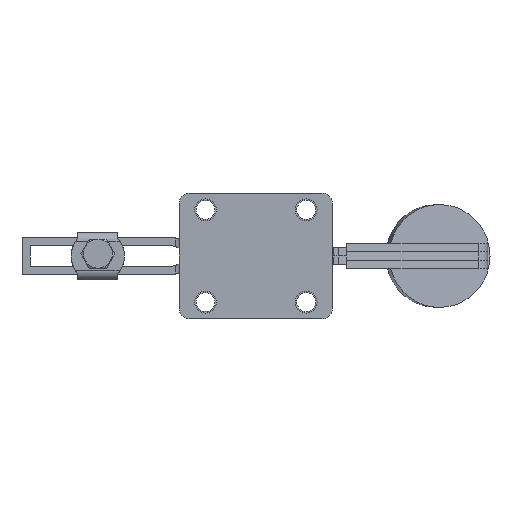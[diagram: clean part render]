
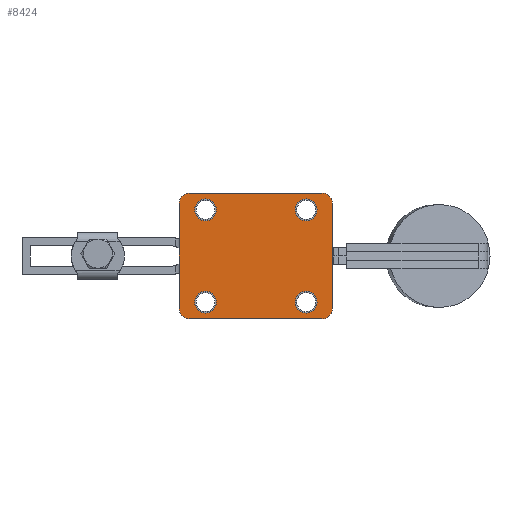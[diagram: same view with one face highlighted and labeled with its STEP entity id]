
A CAD part, front view. The second image highlights one B-rep face of the part: STEP entity #8424.
In plain terms, the highlighted planar face has unit normal (0, -1, 0).
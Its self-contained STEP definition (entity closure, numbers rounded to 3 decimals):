
#4 = CARTESIAN_POINT ( 'NONE',  ( -6.25, -2., 11. ) ) ;
#39 = DIRECTION ( 'NONE',  ( 0., 1., 0. ) ) ;
#115 = ORIENTED_EDGE ( 'NONE', *, *, #3520, .F. ) ;
#117 = DIRECTION ( 'NONE',  ( 1., 0., 0. ) ) ;
#163 = CARTESIAN_POINT ( 'NONE',  ( 0., -2., -12.5 ) ) ;
#199 = LINE ( 'NONE', #3345, #8289 ) ;
#232 = CARTESIAN_POINT ( 'NONE',  ( -36.5, -2., 12.5 ) ) ;
#382 = VERTEX_POINT ( 'NONE', #232 ) ;
#400 = VERTEX_POINT ( 'NONE', #8867 ) ;
#472 = EDGE_CURVE ( 'NONE', #2593, #382, #1815, .T. ) ;
#655 = CARTESIAN_POINT ( 'NONE',  ( -30.25, -2., -11. ) ) ;
#707 = EDGE_LOOP ( 'NONE', ( #1243, #5172 ) ) ;
#719 = CIRCLE ( 'NONE', #5346, 2.5 ) ;
#783 = CARTESIAN_POINT ( 'NONE',  ( -34., -2., 15. ) ) ;
#804 = DIRECTION ( 'NONE',  ( 1., 0., 0. ) ) ;
#966 = DIRECTION ( 'NONE',  ( 0., 1., 0. ) ) ;
#975 = VERTEX_POINT ( 'NONE', #6282 ) ;
#1005 = DIRECTION ( 'NONE',  ( 0., 1., 0. ) ) ;
#1179 = EDGE_CURVE ( 'NONE', #4050, #6919, #5116, .T. ) ;
#1243 = ORIENTED_EDGE ( 'NONE', *, *, #6003, .T. ) ;
#1391 = VERTEX_POINT ( 'NONE', #783 ) ;
#1397 = VERTEX_POINT ( 'NONE', #1572 ) ;
#1432 = CIRCLE ( 'NONE', #6039, 2.5 ) ;
#1433 = DIRECTION ( 'NONE',  ( 1., 0., 0. ) ) ;
#1446 = CARTESIAN_POINT ( 'NONE',  ( -36.5, -2., 12.5 ) ) ;
#1522 = AXIS2_PLACEMENT_3D ( 'NONE', #1840, #7329, #2625 ) ;
#1572 = CARTESIAN_POINT ( 'NONE',  ( -3.65, -2., 11. ) ) ;
#1646 = VERTEX_POINT ( 'NONE', #6123 ) ;
#1688 = ORIENTED_EDGE ( 'NONE', *, *, #7959, .T. ) ;
#1725 = AXIS2_PLACEMENT_3D ( 'NONE', #5704, #1005, #6478 ) ;
#1737 = CARTESIAN_POINT ( 'NONE',  ( -30.25, -2., 11. ) ) ;
#1767 = CIRCLE ( 'NONE', #4538, 2.6 ) ;
#1779 = FACE_OUTER_BOUND ( 'NONE', #5603, .T. ) ;
#1815 = LINE ( 'NONE', #1446, #9900 ) ;
#1840 = CARTESIAN_POINT ( 'NONE',  ( -6.25, -2., 11. ) ) ;
#2298 = CIRCLE ( 'NONE', #1725, 2.6 ) ;
#2438 = ORIENTED_EDGE ( 'NONE', *, *, #9389, .F. ) ;
#2513 = DIRECTION ( 'NONE',  ( 1., 0., 0. ) ) ;
#2517 = EDGE_CURVE ( 'NONE', #975, #1646, #5458, .T. ) ;
#2593 = VERTEX_POINT ( 'NONE', #6999 ) ;
#2618 = ORIENTED_EDGE ( 'NONE', *, *, #4609, .T. ) ;
#2625 = DIRECTION ( 'NONE',  ( 1., 0., 0. ) ) ;
#2801 = CARTESIAN_POINT ( 'NONE',  ( -2.5, -2., -12.5 ) ) ;
#2815 = CIRCLE ( 'NONE', #8748, 2.6 ) ;
#2830 = ORIENTED_EDGE ( 'NONE', *, *, #472, .F. ) ;
#2882 = CARTESIAN_POINT ( 'NONE',  ( 0., -2., -12.5 ) ) ;
#2940 = CARTESIAN_POINT ( 'NONE',  ( -30.25, -2., 11. ) ) ;
#2942 = LINE ( 'NONE', #7629, #9177 ) ;
#3065 = CIRCLE ( 'NONE', #7936, 2.6 ) ;
#3093 = ORIENTED_EDGE ( 'NONE', *, *, #4253, .T. ) ;
#3208 = DIRECTION ( 'NONE',  ( 0., 1., 0. ) ) ;
#3275 = CARTESIAN_POINT ( 'NONE',  ( -3.65, -2., -11. ) ) ;
#3345 = CARTESIAN_POINT ( 'NONE',  ( -2.5, -2., 15. ) ) ;
#3364 = CARTESIAN_POINT ( 'NONE',  ( -2.5, -2., 15. ) ) ;
#3520 = EDGE_CURVE ( 'NONE', #382, #1391, #1432, .T. ) ;
#3612 = DIRECTION ( 'NONE',  ( 1., 0., 0. ) ) ;
#3751 = DIRECTION ( 'NONE',  ( 1., 0., 0. ) ) ;
#3877 = FACE_BOUND ( 'NONE', #8304, .T. ) ;
#3880 = AXIS2_PLACEMENT_3D ( 'NONE', #2801, #8266, #3612 ) ;
#3920 = DIRECTION ( 'NONE',  ( 0., 1., 0. ) ) ;
#4050 = VERTEX_POINT ( 'NONE', #163 ) ;
#4100 = AXIS2_PLACEMENT_3D ( 'NONE', #4676, #3920, #9380 ) ;
#4132 = VERTEX_POINT ( 'NONE', #9663 ) ;
#4253 = EDGE_CURVE ( 'NONE', #6648, #4132, #1767, .T. ) ;
#4254 = DIRECTION ( 'NONE',  ( 0., 1., 0. ) ) ;
#4313 = CIRCLE ( 'NONE', #1522, 2.6 ) ;
#4377 = CARTESIAN_POINT ( 'NONE',  ( -8.85, -2., -11. ) ) ;
#4538 = AXIS2_PLACEMENT_3D ( 'NONE', #2940, #8402, #3751 ) ;
#4545 = VERTEX_POINT ( 'NONE', #3275 ) ;
#4596 = CARTESIAN_POINT ( 'NONE',  ( -34., -2., -15. ) ) ;
#4609 = EDGE_CURVE ( 'NONE', #1397, #400, #4313, .T. ) ;
#4676 = CARTESIAN_POINT ( 'NONE',  ( -2.5, -2., -12.5 ) ) ;
#4677 = ORIENTED_EDGE ( 'NONE', *, *, #8676, .F. ) ;
#4760 = CARTESIAN_POINT ( 'NONE',  ( -34., -2., 12.5 ) ) ;
#4827 = EDGE_CURVE ( 'NONE', #6919, #7330, #2942, .T. ) ;
#4840 = DIRECTION ( 'NONE',  ( 0., 1., 0. ) ) ;
#4921 = ORIENTED_EDGE ( 'NONE', *, *, #1179, .F. ) ;
#5006 = EDGE_CURVE ( 'NONE', #400, #1397, #7481, .T. ) ;
#5024 = EDGE_CURVE ( 'NONE', #4545, #7140, #3065, .T. ) ;
#5041 = CARTESIAN_POINT ( 'NONE',  ( -32.85, -2., 11. ) ) ;
#5116 = CIRCLE ( 'NONE', #3880, 2.5 ) ;
#5162 = ORIENTED_EDGE ( 'NONE', *, *, #6930, .F. ) ;
#5172 = ORIENTED_EDGE ( 'NONE', *, *, #5024, .T. ) ;
#5266 = DIRECTION ( 'NONE',  ( 0., 0., 1. ) ) ;
#5346 = AXIS2_PLACEMENT_3D ( 'NONE', #9504, #4840, #117 ) ;
#5458 = CIRCLE ( 'NONE', #7733, 2.6 ) ;
#5507 = DIRECTION ( 'NONE',  ( 0., 1., 0. ) ) ;
#5557 = DIRECTION ( 'NONE',  ( 1., 0., 0. ) ) ;
#5596 = CARTESIAN_POINT ( 'NONE',  ( -2.5, -2., -15. ) ) ;
#5603 = EDGE_LOOP ( 'NONE', ( #4921, #2438, #5162, #8599, #115, #2830, #4677, #9274 ) ) ;
#5671 = CARTESIAN_POINT ( 'NONE',  ( -30.25, -2., -11. ) ) ;
#5704 = CARTESIAN_POINT ( 'NONE',  ( -6.25, -2., -11. ) ) ;
#5845 = AXIS2_PLACEMENT_3D ( 'NONE', #4, #5507, #804 ) ;
#5948 = FACE_BOUND ( 'NONE', #6367, .T. ) ;
#5994 = EDGE_CURVE ( 'NONE', #1391, #6989, #199, .T. ) ;
#6003 = EDGE_CURVE ( 'NONE', #7140, #4545, #2298, .T. ) ;
#6039 = AXIS2_PLACEMENT_3D ( 'NONE', #4760, #39, #5557 ) ;
#6123 = CARTESIAN_POINT ( 'NONE',  ( -32.85, -2., -11. ) ) ;
#6134 = DIRECTION ( 'NONE',  ( 0., 1., 0. ) ) ;
#6282 = CARTESIAN_POINT ( 'NONE',  ( -27.65, -2., -11. ) ) ;
#6332 = CIRCLE ( 'NONE', #8353, 2.6 ) ;
#6367 = EDGE_LOOP ( 'NONE', ( #3093, #7225 ) ) ;
#6444 = DIRECTION ( 'NONE',  ( 1., 0., 0. ) ) ;
#6478 = DIRECTION ( 'NONE',  ( 1., 0., 0. ) ) ;
#6532 = AXIS2_PLACEMENT_3D ( 'NONE', #8926, #4254, #9722 ) ;
#6619 = EDGE_LOOP ( 'NONE', ( #1688, #7280 ) ) ;
#6634 = ORIENTED_EDGE ( 'NONE', *, *, #5006, .T. ) ;
#6648 = VERTEX_POINT ( 'NONE', #5041 ) ;
#6847 = DIRECTION ( 'NONE',  ( -1., 0., 0. ) ) ;
#6919 = VERTEX_POINT ( 'NONE', #5596 ) ;
#6930 = EDGE_CURVE ( 'NONE', #6989, #9161, #719, .T. ) ;
#6989 = VERTEX_POINT ( 'NONE', #3364 ) ;
#6999 = CARTESIAN_POINT ( 'NONE',  ( -36.5, -2., -12.5 ) ) ;
#7008 = PLANE ( 'NONE',  #4100 ) ;
#7140 = VERTEX_POINT ( 'NONE', #4377 ) ;
#7218 = DIRECTION ( 'NONE',  ( 0., 1., 0. ) ) ;
#7225 = ORIENTED_EDGE ( 'NONE', *, *, #9140, .T. ) ;
#7280 = ORIENTED_EDGE ( 'NONE', *, *, #2517, .T. ) ;
#7329 = DIRECTION ( 'NONE',  ( 0., 1., 0. ) ) ;
#7330 = VERTEX_POINT ( 'NONE', #4596 ) ;
#7481 = CIRCLE ( 'NONE', #5845, 2.6 ) ;
#7616 = VECTOR ( 'NONE', #8363, 1000. ) ;
#7629 = CARTESIAN_POINT ( 'NONE',  ( -34., -2., -15. ) ) ;
#7733 = AXIS2_PLACEMENT_3D ( 'NONE', #655, #6134, #1433 ) ;
#7890 = CARTESIAN_POINT ( 'NONE',  ( -6.25, -2., -11. ) ) ;
#7936 = AXIS2_PLACEMENT_3D ( 'NONE', #7890, #3208, #8661 ) ;
#7959 = EDGE_CURVE ( 'NONE', #1646, #975, #6332, .T. ) ;
#8020 = FACE_BOUND ( 'NONE', #6619, .T. ) ;
#8266 = DIRECTION ( 'NONE',  ( 0., 1., 0. ) ) ;
#8289 = VECTOR ( 'NONE', #8795, 1000. ) ;
#8304 = EDGE_LOOP ( 'NONE', ( #6634, #2618 ) ) ;
#8353 = AXIS2_PLACEMENT_3D ( 'NONE', #5671, #966, #6444 ) ;
#8363 = DIRECTION ( 'NONE',  ( 0., 0., -1. ) ) ;
#8402 = DIRECTION ( 'NONE',  ( 0., 1., 0. ) ) ;
#8424 = ADVANCED_FACE ( 'NONE', ( #8757, #8020, #5948, #3877, #1779 ), #7008, .F. ) ;
#8599 = ORIENTED_EDGE ( 'NONE', *, *, #5994, .F. ) ;
#8661 = DIRECTION ( 'NONE',  ( 1., 0., 0. ) ) ;
#8676 = EDGE_CURVE ( 'NONE', #7330, #2593, #9196, .T. ) ;
#8748 = AXIS2_PLACEMENT_3D ( 'NONE', #1737, #7218, #2513 ) ;
#8757 = FACE_BOUND ( 'NONE', #707, .T. ) ;
#8795 = DIRECTION ( 'NONE',  ( 1., 0., 0. ) ) ;
#8867 = CARTESIAN_POINT ( 'NONE',  ( -8.85, -2., 11. ) ) ;
#8926 = CARTESIAN_POINT ( 'NONE',  ( -34., -2., -12.5 ) ) ;
#8947 = LINE ( 'NONE', #2882, #7616 ) ;
#9140 = EDGE_CURVE ( 'NONE', #4132, #6648, #2815, .T. ) ;
#9161 = VERTEX_POINT ( 'NONE', #9611 ) ;
#9177 = VECTOR ( 'NONE', #6847, 1000. ) ;
#9196 = CIRCLE ( 'NONE', #6532, 2.5 ) ;
#9274 = ORIENTED_EDGE ( 'NONE', *, *, #4827, .F. ) ;
#9380 = DIRECTION ( 'NONE',  ( 1., 0., 0. ) ) ;
#9389 = EDGE_CURVE ( 'NONE', #9161, #4050, #8947, .T. ) ;
#9504 = CARTESIAN_POINT ( 'NONE',  ( -2.5, -2., 12.5 ) ) ;
#9611 = CARTESIAN_POINT ( 'NONE',  ( 0., -2., 12.5 ) ) ;
#9663 = CARTESIAN_POINT ( 'NONE',  ( -27.65, -2., 11. ) ) ;
#9722 = DIRECTION ( 'NONE',  ( 1., 0., 0. ) ) ;
#9900 = VECTOR ( 'NONE', #5266, 1000. ) ;
